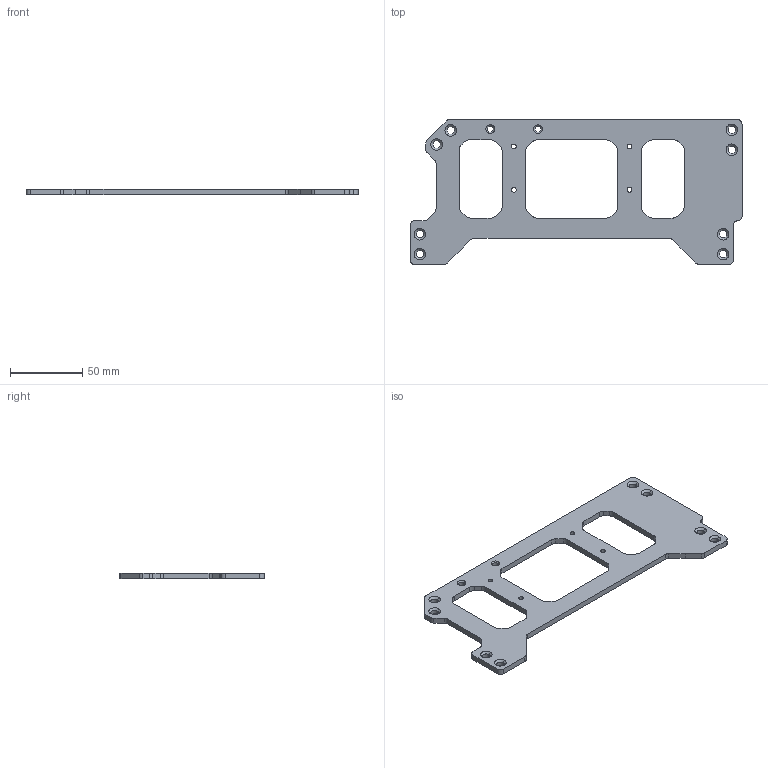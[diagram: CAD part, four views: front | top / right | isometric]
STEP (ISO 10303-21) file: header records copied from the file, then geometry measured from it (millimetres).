
FILE_DESCRIPTION (( 'STEP AP214' ), '1' );
FILE_NAME ('顶板_沉头_自立_无天线座固定孔.STEP', '2025-08-11T07:36:58', ( '' ), ( '' ), 'SwSTEP 2.0', 'SolidWorks 2021', '' );
FILE_SCHEMA (( 'AUTOMOTIVE_DESIGN' ));
Length unit declared in the file: millimetre
Products named in the file (1): 顶板_沉头_自立_无天线座固定孔
Bounding box: 229.6 x 100 x 4 mm (x, y, z)
Volume: 48260.3 mm3; surface area: 29668.5 mm2
Topology: 1 solids, 1 shells, 131 faces, 367 edges, 238 vertices
Faces by surface type: cylinder 68, plane 43, cone 20
Entity records: 4447 total; most frequent: DIRECTION 787, CARTESIAN_POINT 737, ORIENTED_EDGE 734, EDGE_CURVE 367, AXIS2_PLACEMENT_3D 288, VERTEX_POINT 238, VECTOR 211, LINE 211
